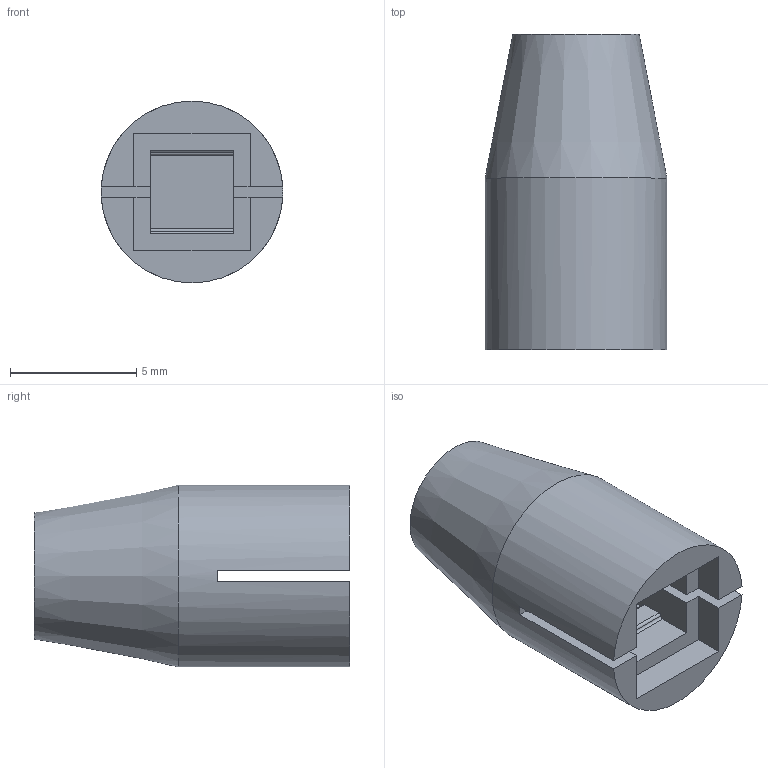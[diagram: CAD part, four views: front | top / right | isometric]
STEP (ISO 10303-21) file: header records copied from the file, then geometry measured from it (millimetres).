
FILE_DESCRIPTION((' '),'2;1');
FILE_NAME('TAMxxx.stp','2017-08-01T13:22:25',(' '),(' '),' ','ACIS',' ');
FILE_SCHEMA(('CONFIG_CONTROL_DESIGN'));
Length unit declared in the file: inch
Products named in the file (1): TAMxxx.stp
Bounding box: 7.2 x 12.5 x 7.2 mm (x, y, z)
Volume: 304.1 mm3; surface area: 510.7 mm2
Topology: 1 solids, 1 shells, 36 faces, 101 edges, 67 vertices
Faces by surface type: plane 26, cylinder 9, cone 1
Full cylindrical faces by diameter (mm): 7.2 x1
Entity records: 1249 total; most frequent: CARTESIAN_POINT 201, ORIENTED_EDGE 196, DIRECTION 194, EDGE_CURVE 98, VECTOR 76, LINE 76, VERTEX_POINT 66, AXIS2_PLACEMENT_3D 59
